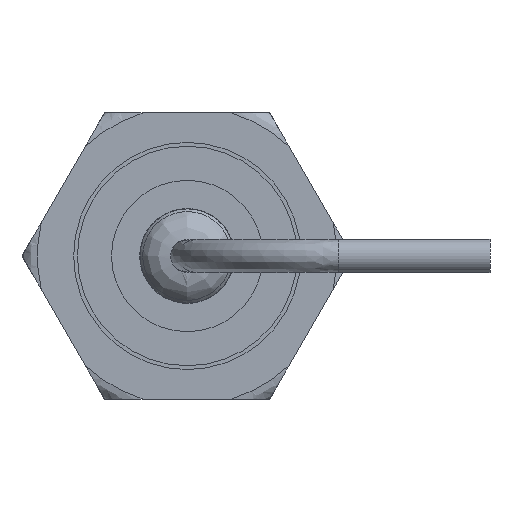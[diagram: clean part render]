
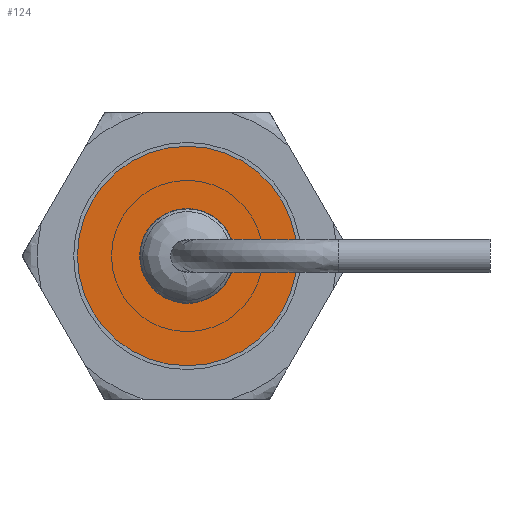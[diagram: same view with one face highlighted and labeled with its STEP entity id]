
A CAD part, left-side view. The second image highlights one B-rep face of the part: STEP entity #124.
In plain terms, the highlighted planar face has unit normal (-1, 0, 0).
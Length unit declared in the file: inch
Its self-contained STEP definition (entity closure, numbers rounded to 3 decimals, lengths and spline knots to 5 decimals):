
#9 = VERTEX_POINT ( 'NONE', #2730 ) ;
#124 = ADVANCED_FACE ( 'NONE', ( #4142, #4059 ), #624, .F. ) ;
#223 = CARTESIAN_POINT ( 'NONE',  ( 0.01, 0.3625, 0. ) ) ;
#353 = VERTEX_POINT ( 'NONE', #3112 ) ;
#624 = PLANE ( 'NONE',  #3785 ) ;
#1586 = DIRECTION ( 'NONE',  ( 0., 0., 1. ) ) ;
#2124 = DIRECTION ( 'NONE',  ( 1., 0., 0. ) ) ;
#2199 = AXIS2_PLACEMENT_3D ( 'NONE', #2376, #2275, #1586 ) ;
#2275 = DIRECTION ( 'NONE',  ( -1., 0., 0. ) ) ;
#2376 = CARTESIAN_POINT ( 'NONE',  ( 0.01, 0., 0. ) ) ;
#2609 = CARTESIAN_POINT ( 'NONE',  ( 0.01, 0., 0. ) ) ;
#2622 = ORIENTED_EDGE ( 'NONE', *, *, #3367, .F. ) ;
#2730 = CARTESIAN_POINT ( 'NONE',  ( 0.01, 0., -0.3625 ) ) ;
#2849 = EDGE_CURVE ( 'NONE', #9, #9, #4617, .T. ) ;
#2888 = EDGE_LOOP ( 'NONE', ( #4899 ) ) ;
#3112 = CARTESIAN_POINT ( 'NONE',  ( 0.01, 0., 0.109 ) ) ;
#3367 = EDGE_CURVE ( 'NONE', #353, #353, #3727, .T. ) ;
#3708 = DIRECTION ( 'NONE',  ( 1., 0., 0. ) ) ;
#3727 = CIRCLE ( 'NONE', #2199, 0.109 ) ;
#3785 = AXIS2_PLACEMENT_3D ( 'NONE', #223, #2124, #4527 ) ;
#4059 = FACE_BOUND ( 'NONE', #4118, .T. ) ;
#4118 = EDGE_LOOP ( 'NONE', ( #2622 ) ) ;
#4142 = FACE_OUTER_BOUND ( 'NONE', #2888, .T. ) ;
#4527 = DIRECTION ( 'NONE',  ( 0., 0., -1. ) ) ;
#4544 = DIRECTION ( 'NONE',  ( 0., 0., -1. ) ) ;
#4617 = CIRCLE ( 'NONE', #4789, 0.3625 ) ;
#4789 = AXIS2_PLACEMENT_3D ( 'NONE', #2609, #3708, #4544 ) ;
#4899 = ORIENTED_EDGE ( 'NONE', *, *, #2849, .F. ) ;
